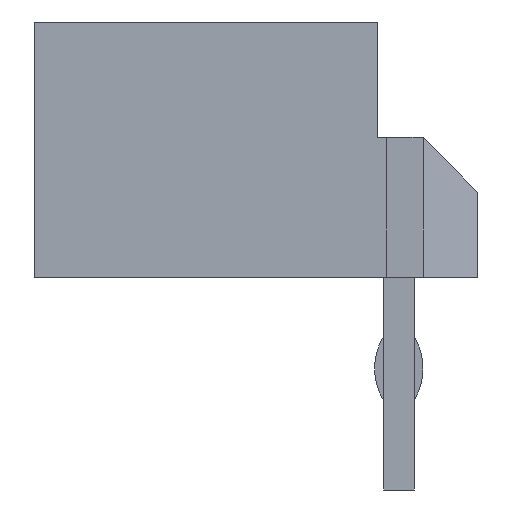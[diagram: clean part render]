
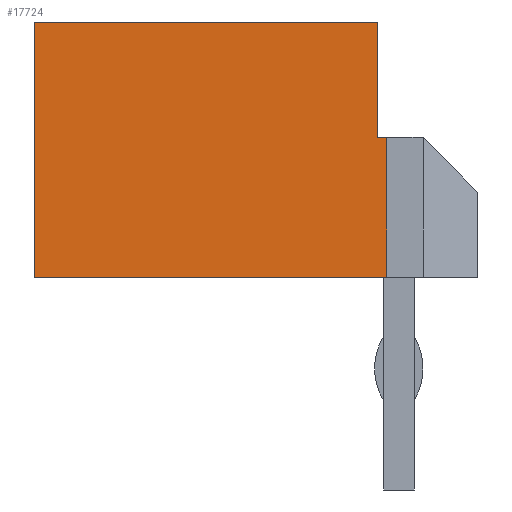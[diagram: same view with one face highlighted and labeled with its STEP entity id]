
A CAD part, left-side view. The second image highlights one B-rep face of the part: STEP entity #17724.
In plain terms, the highlighted planar face has unit normal (-1, 0, 0).
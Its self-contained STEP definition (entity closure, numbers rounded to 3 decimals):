
#368 = PLANE('',#369);
#369 = AXIS2_PLACEMENT_3D('',#370,#371,#372);
#370 = CARTESIAN_POINT('',(24.,-1.3,0.));
#371 = DIRECTION('',(0.,0.,-1.));
#372 = DIRECTION('',(-1.,0.,0.));
#3397 = PLANE('',#3398);
#3398 = AXIS2_PLACEMENT_3D('',#3399,#3400,#3401);
#3399 = CARTESIAN_POINT('',(11.,6.,2.1));
#3400 = DIRECTION('',(0.,1.,0.));
#3401 = DIRECTION('',(-1.,0.,0.));
#6035 = PLANE('',#6036);
#6036 = AXIS2_PLACEMENT_3D('',#6037,#6038,#6039);
#6037 = CARTESIAN_POINT('',(-2.,0.35,2.3));
#6038 = DIRECTION('',(0.,0.,-1.));
#6039 = DIRECTION('',(0.,-1.,0.));
#10133 = VERTEX_POINT('',#10134);
#10134 = CARTESIAN_POINT('',(-2.,0.2,2.3));
#10148 = PLANE('',#10149);
#10149 = AXIS2_PLACEMENT_3D('',#10150,#10151,#10152);
#10150 = CARTESIAN_POINT('',(-2.,0.2,0.));
#10151 = DIRECTION('',(0.,1.,0.));
#10152 = DIRECTION('',(1.,0.,0.));
#10160 = EDGE_CURVE('',#10161,#10133,#10163,.T.);
#10161 = VERTEX_POINT('',#10162);
#10162 = CARTESIAN_POINT('',(-2.,0.35,2.3));
#10163 = SURFACE_CURVE('',#10164,(#10168,#10175),.PCURVE_S1.);
#10164 = LINE('',#10165,#10166);
#10165 = CARTESIAN_POINT('',(-2.,0.35,2.3));
#10166 = VECTOR('',#10167,1.);
#10167 = DIRECTION('',(0.,-1.,0.));
#10168 = PCURVE('',#6035,#10169);
#10169 = DEFINITIONAL_REPRESENTATION('',(#10170),#10174);
#10170 = LINE('',#10171,#10172);
#10171 = CARTESIAN_POINT('',(0.,0.));
#10172 = VECTOR('',#10173,1.);
#10173 = DIRECTION('',(1.,0.));
#10174 = ( GEOMETRIC_REPRESENTATION_CONTEXT(2) 
PARAMETRIC_REPRESENTATION_CONTEXT() REPRESENTATION_CONTEXT('2D SPACE',''
  ) );
#10175 = PCURVE('',#10176,#10181);
#10176 = PLANE('',#10177);
#10177 = AXIS2_PLACEMENT_3D('',#10178,#10179,#10180);
#10178 = CARTESIAN_POINT('',(-2.,-1.3,0.));
#10179 = DIRECTION('',(-1.,0.,0.));
#10180 = DIRECTION('',(0.,0.,1.));
#10181 = DEFINITIONAL_REPRESENTATION('',(#10182),#10186);
#10182 = LINE('',#10183,#10184);
#10183 = CARTESIAN_POINT('',(2.3,1.65));
#10184 = VECTOR('',#10185,1.);
#10185 = DIRECTION('',(0.,-1.));
#10186 = ( GEOMETRIC_REPRESENTATION_CONTEXT(2) 
PARAMETRIC_REPRESENTATION_CONTEXT() REPRESENTATION_CONTEXT('2D SPACE',''
  ) );
#10204 = PLANE('',#10205);
#10205 = AXIS2_PLACEMENT_3D('',#10206,#10207,#10208);
#10206 = CARTESIAN_POINT('',(-2.,0.35,4.2));
#10207 = DIRECTION('',(0.,1.,0.));
#10208 = DIRECTION('',(0.,0.,-1.));
#11870 = PLANE('',#11871);
#11871 = AXIS2_PLACEMENT_3D('',#11872,#11873,#11874);
#11872 = CARTESIAN_POINT('',(-2.,-1.3,4.2));
#11873 = DIRECTION('',(0.,0.,1.));
#11874 = DIRECTION('',(1.,0.,0.));
#17077 = VERTEX_POINT('',#17078);
#17078 = CARTESIAN_POINT('',(-2.,6.,4.2));
#17099 = EDGE_CURVE('',#17100,#17077,#17102,.T.);
#17100 = VERTEX_POINT('',#17101);
#17101 = CARTESIAN_POINT('',(-2.,6.,0.));
#17102 = SURFACE_CURVE('',#17103,(#17107,#17114),.PCURVE_S1.);
#17103 = LINE('',#17104,#17105);
#17104 = CARTESIAN_POINT('',(-2.,6.,0.));
#17105 = VECTOR('',#17106,1.);
#17106 = DIRECTION('',(0.,0.,1.));
#17107 = PCURVE('',#3397,#17108);
#17108 = DEFINITIONAL_REPRESENTATION('',(#17109),#17113);
#17109 = LINE('',#17110,#17111);
#17110 = CARTESIAN_POINT('',(13.,-2.1));
#17111 = VECTOR('',#17112,1.);
#17112 = DIRECTION('',(0.,1.));
#17113 = ( GEOMETRIC_REPRESENTATION_CONTEXT(2) 
PARAMETRIC_REPRESENTATION_CONTEXT() REPRESENTATION_CONTEXT('2D SPACE',''
  ) );
#17114 = PCURVE('',#10176,#17115);
#17115 = DEFINITIONAL_REPRESENTATION('',(#17116),#17120);
#17116 = LINE('',#17117,#17118);
#17117 = CARTESIAN_POINT('',(0.,7.3));
#17118 = VECTOR('',#17119,1.);
#17119 = DIRECTION('',(1.,0.));
#17120 = ( GEOMETRIC_REPRESENTATION_CONTEXT(2) 
PARAMETRIC_REPRESENTATION_CONTEXT() REPRESENTATION_CONTEXT('2D SPACE',''
  ) );
#17386 = VERTEX_POINT('',#17387);
#17387 = CARTESIAN_POINT('',(-2.,0.2,0.));
#17523 = EDGE_CURVE('',#17386,#17100,#17524,.T.);
#17524 = SURFACE_CURVE('',#17525,(#17529,#17536),.PCURVE_S1.);
#17525 = LINE('',#17526,#17527);
#17526 = CARTESIAN_POINT('',(-2.,0.2,0.));
#17527 = VECTOR('',#17528,1.);
#17528 = DIRECTION('',(0.,1.,0.));
#17529 = PCURVE('',#368,#17530);
#17530 = DEFINITIONAL_REPRESENTATION('',(#17531),#17535);
#17531 = LINE('',#17532,#17533);
#17532 = CARTESIAN_POINT('',(26.,1.5));
#17533 = VECTOR('',#17534,1.);
#17534 = DIRECTION('',(0.,1.));
#17535 = ( GEOMETRIC_REPRESENTATION_CONTEXT(2) 
PARAMETRIC_REPRESENTATION_CONTEXT() REPRESENTATION_CONTEXT('2D SPACE',''
  ) );
#17536 = PCURVE('',#10176,#17537);
#17537 = DEFINITIONAL_REPRESENTATION('',(#17538),#17542);
#17538 = LINE('',#17539,#17540);
#17539 = CARTESIAN_POINT('',(0.,1.5));
#17540 = VECTOR('',#17541,1.);
#17541 = DIRECTION('',(0.,1.));
#17542 = ( GEOMETRIC_REPRESENTATION_CONTEXT(2) 
PARAMETRIC_REPRESENTATION_CONTEXT() REPRESENTATION_CONTEXT('2D SPACE',''
  ) );
#17680 = EDGE_CURVE('',#17681,#10161,#17683,.T.);
#17681 = VERTEX_POINT('',#17682);
#17682 = CARTESIAN_POINT('',(-2.,0.35,4.2));
#17683 = SURFACE_CURVE('',#17684,(#17688,#17695),.PCURVE_S1.);
#17684 = LINE('',#17685,#17686);
#17685 = CARTESIAN_POINT('',(-2.,0.35,4.2));
#17686 = VECTOR('',#17687,1.);
#17687 = DIRECTION('',(0.,0.,-1.));
#17688 = PCURVE('',#10204,#17689);
#17689 = DEFINITIONAL_REPRESENTATION('',(#17690),#17694);
#17690 = LINE('',#17691,#17692);
#17691 = CARTESIAN_POINT('',(0.,0.));
#17692 = VECTOR('',#17693,1.);
#17693 = DIRECTION('',(1.,0.));
#17694 = ( GEOMETRIC_REPRESENTATION_CONTEXT(2) 
PARAMETRIC_REPRESENTATION_CONTEXT() REPRESENTATION_CONTEXT('2D SPACE',''
  ) );
#17695 = PCURVE('',#10176,#17696);
#17696 = DEFINITIONAL_REPRESENTATION('',(#17697),#17701);
#17697 = LINE('',#17698,#17699);
#17698 = CARTESIAN_POINT('',(4.2,1.65));
#17699 = VECTOR('',#17700,1.);
#17700 = DIRECTION('',(-1.,0.));
#17701 = ( GEOMETRIC_REPRESENTATION_CONTEXT(2) 
PARAMETRIC_REPRESENTATION_CONTEXT() REPRESENTATION_CONTEXT('2D SPACE',''
  ) );
#17724 = ADVANCED_FACE('',(#17725),#10176,.T.);
#17725 = FACE_BOUND('',#17726,.F.);
#17726 = EDGE_LOOP('',(#17727,#17748,#17749,#17750,#17771,#17772));
#17727 = ORIENTED_EDGE('',*,*,#17728,.F.);
#17728 = EDGE_CURVE('',#17386,#10133,#17729,.T.);
#17729 = SURFACE_CURVE('',#17730,(#17734,#17741),.PCURVE_S1.);
#17730 = LINE('',#17731,#17732);
#17731 = CARTESIAN_POINT('',(-2.,0.2,0.));
#17732 = VECTOR('',#17733,1.);
#17733 = DIRECTION('',(0.,0.,1.));
#17734 = PCURVE('',#10176,#17735);
#17735 = DEFINITIONAL_REPRESENTATION('',(#17736),#17740);
#17736 = LINE('',#17737,#17738);
#17737 = CARTESIAN_POINT('',(0.,1.5));
#17738 = VECTOR('',#17739,1.);
#17739 = DIRECTION('',(1.,0.));
#17740 = ( GEOMETRIC_REPRESENTATION_CONTEXT(2) 
PARAMETRIC_REPRESENTATION_CONTEXT() REPRESENTATION_CONTEXT('2D SPACE',''
  ) );
#17741 = PCURVE('',#10148,#17742);
#17742 = DEFINITIONAL_REPRESENTATION('',(#17743),#17747);
#17743 = LINE('',#17744,#17745);
#17744 = CARTESIAN_POINT('',(0.,0.));
#17745 = VECTOR('',#17746,1.);
#17746 = DIRECTION('',(0.,-1.));
#17747 = ( GEOMETRIC_REPRESENTATION_CONTEXT(2) 
PARAMETRIC_REPRESENTATION_CONTEXT() REPRESENTATION_CONTEXT('2D SPACE',''
  ) );
#17748 = ORIENTED_EDGE('',*,*,#17523,.T.);
#17749 = ORIENTED_EDGE('',*,*,#17099,.T.);
#17750 = ORIENTED_EDGE('',*,*,#17751,.F.);
#17751 = EDGE_CURVE('',#17681,#17077,#17752,.T.);
#17752 = SURFACE_CURVE('',#17753,(#17757,#17764),.PCURVE_S1.);
#17753 = LINE('',#17754,#17755);
#17754 = CARTESIAN_POINT('',(-2.,0.35,4.2));
#17755 = VECTOR('',#17756,1.);
#17756 = DIRECTION('',(0.,1.,0.));
#17757 = PCURVE('',#10176,#17758);
#17758 = DEFINITIONAL_REPRESENTATION('',(#17759),#17763);
#17759 = LINE('',#17760,#17761);
#17760 = CARTESIAN_POINT('',(4.2,1.65));
#17761 = VECTOR('',#17762,1.);
#17762 = DIRECTION('',(0.,1.));
#17763 = ( GEOMETRIC_REPRESENTATION_CONTEXT(2) 
PARAMETRIC_REPRESENTATION_CONTEXT() REPRESENTATION_CONTEXT('2D SPACE',''
  ) );
#17764 = PCURVE('',#11870,#17765);
#17765 = DEFINITIONAL_REPRESENTATION('',(#17766),#17770);
#17766 = LINE('',#17767,#17768);
#17767 = CARTESIAN_POINT('',(0.,1.65));
#17768 = VECTOR('',#17769,1.);
#17769 = DIRECTION('',(0.,1.));
#17770 = ( GEOMETRIC_REPRESENTATION_CONTEXT(2) 
PARAMETRIC_REPRESENTATION_CONTEXT() REPRESENTATION_CONTEXT('2D SPACE',''
  ) );
#17771 = ORIENTED_EDGE('',*,*,#17680,.T.);
#17772 = ORIENTED_EDGE('',*,*,#10160,.T.);
